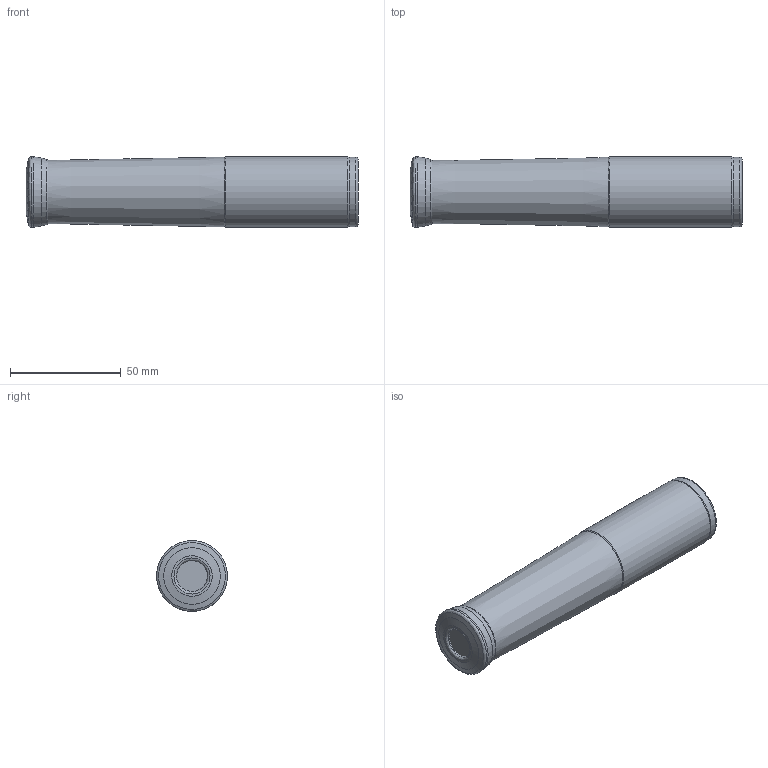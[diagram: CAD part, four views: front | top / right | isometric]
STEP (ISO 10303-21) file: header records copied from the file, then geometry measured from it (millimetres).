
FILE_DESCRIPTION(/* description */ (''),/* implementation_level */ '2;1');
FILE_NAME(/* name */ 'AHFMC-SD09T3-D32-W32-L150-Z03.stp',/* time_stamp */ '2023-10-30T12:17:55+03:00',/* author */ (''),/* organization */ (''),/* preprocessor_version */ 'ST-DEVELOPER v19.4',/* originating_system */ 'SIEMENS PLM Software NX2306.5001',/* authorisation */ '');
FILE_SCHEMA (('AUTOMOTIVE_DESIGN { 1 0 10303 214 3 1 1 1 }'));
Length unit declared in the file: millimetre
Products named in the file (1): AHFMC-SD09T3-D32-W32-L150-Z03-LIGHT_x_t_objects
Bounding box: 150 x 32 x 32 mm (x, y, z)
Volume: 116567.7 mm3; surface area: 18150.9 mm2
Topology: 2 solids, 2 shells, 33 faces, 63 edges, 32 vertices
Faces by surface type: bspline 14, torus 6, plane 4, cone 4, revolution 3, cylinder 2
Full cylindrical faces by diameter (mm): 31.5 x1, 32 x1
Entity records: 1010 total; most frequent: CARTESIAN_POINT 400, DIRECTION 121, ORIENTED_EDGE 96, AXIS2_PLACEMENT_3D 53, EDGE_LOOP 48, EDGE_CURVE 48, CIRCLE 36, ADVANCED_FACE 33
